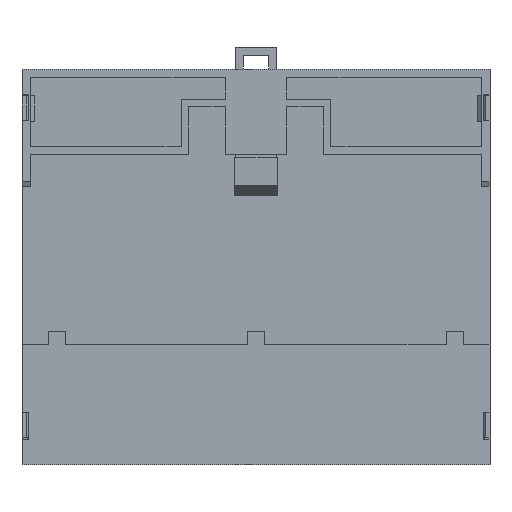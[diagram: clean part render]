
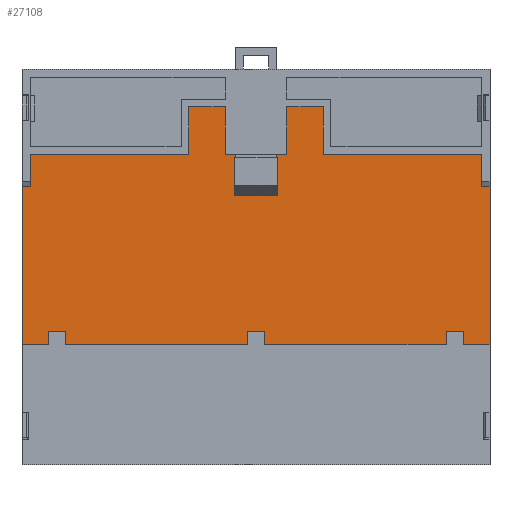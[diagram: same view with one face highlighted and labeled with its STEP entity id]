
A CAD part, front view. The second image highlights one B-rep face of the part: STEP entity #27108.
In plain terms, the highlighted planar face has unit normal (0, -1, 0).
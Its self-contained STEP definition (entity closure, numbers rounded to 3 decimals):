
#896=FACE_OUTER_BOUND($,#2452,.T.);
#2452=EDGE_LOOP($,(#17744,#17745,#17746,#17747,#17748,#17749,#17750,#17751,
#17752,#17753,#17754,#17755,#17756,#17757,#17758,#17759));
#4481=LINE($,#38055,#7855);
#4554=LINE($,#38199,#7928);
#4559=LINE($,#38210,#7933);
#4560=LINE($,#38212,#7934);
#4561=LINE($,#38214,#7935);
#4562=LINE($,#38216,#7936);
#4563=LINE($,#38218,#7937);
#4564=LINE($,#38220,#7938);
#4565=LINE($,#38221,#7939);
#4566=LINE($,#38222,#7940);
#4567=LINE($,#38224,#7941);
#4568=LINE($,#38226,#7942);
#4569=LINE($,#38228,#7943);
#4570=LINE($,#38230,#7944);
#4571=LINE($,#38232,#7945);
#4572=LINE($,#38233,#7946);
#7855=VECTOR($,#30979,36.);
#7928=VECTOR($,#31062,36.);
#7933=VECTOR($,#31071,14.);
#7934=VECTOR($,#31072,10.8);
#7935=VECTOR($,#31073,8.35);
#7936=VECTOR($,#31074,10.8);
#7937=VECTOR($,#31075,36.);
#7938=VECTOR($,#31076,7.3);
#7939=VECTOR($,#31077,1.9);
#7940=VECTOR($,#31078,106.5);
#7941=VECTOR($,#31079,1.9);
#7942=VECTOR($,#31080,7.3);
#7943=VECTOR($,#31081,36.);
#7944=VECTOR($,#31082,10.8);
#7945=VECTOR($,#31083,8.35);
#7946=VECTOR($,#31084,10.8);
#11103=VERTEX_POINT($,#38052);
#11104=VERTEX_POINT($,#38054);
#11169=VERTEX_POINT($,#38196);
#11170=VERTEX_POINT($,#38198);
#11173=VERTEX_POINT($,#38208);
#11174=VERTEX_POINT($,#38209);
#11175=VERTEX_POINT($,#38211);
#11176=VERTEX_POINT($,#38213);
#11177=VERTEX_POINT($,#38215);
#11178=VERTEX_POINT($,#38217);
#11179=VERTEX_POINT($,#38219);
#11180=VERTEX_POINT($,#38223);
#11181=VERTEX_POINT($,#38225);
#11182=VERTEX_POINT($,#38227);
#11183=VERTEX_POINT($,#38229);
#11184=VERTEX_POINT($,#38231);
#13610=EDGE_CURVE($,#11104,#11103,#4481,.T.);
#13683=EDGE_CURVE($,#11170,#11169,#4554,.T.);
#13688=EDGE_CURVE($,#11173,#11174,#4559,.T.);
#13689=EDGE_CURVE($,#11175,#11173,#4560,.T.);
#13690=EDGE_CURVE($,#11175,#11176,#4561,.T.);
#13691=EDGE_CURVE($,#11177,#11176,#4562,.T.);
#13692=EDGE_CURVE($,#11177,#11178,#4563,.T.);
#13693=EDGE_CURVE($,#11179,#11178,#4564,.T.);
#13694=EDGE_CURVE($,#11104,#11179,#4565,.T.);
#13695=EDGE_CURVE($,#11170,#11103,#4566,.T.);
#13696=EDGE_CURVE($,#11180,#11169,#4567,.T.);
#13697=EDGE_CURVE($,#11180,#11181,#4568,.T.);
#13698=EDGE_CURVE($,#11181,#11182,#4569,.T.);
#13699=EDGE_CURVE($,#11182,#11183,#4570,.T.);
#13700=EDGE_CURVE($,#11183,#11184,#4571,.T.);
#13701=EDGE_CURVE($,#11174,#11184,#4572,.T.);
#17744=ORIENTED_EDGE($,*,*,#13688,.F.);
#17745=ORIENTED_EDGE($,*,*,#13689,.F.);
#17746=ORIENTED_EDGE($,*,*,#13690,.T.);
#17747=ORIENTED_EDGE($,*,*,#13691,.F.);
#17748=ORIENTED_EDGE($,*,*,#13692,.T.);
#17749=ORIENTED_EDGE($,*,*,#13693,.F.);
#17750=ORIENTED_EDGE($,*,*,#13694,.F.);
#17751=ORIENTED_EDGE($,*,*,#13610,.T.);
#17752=ORIENTED_EDGE($,*,*,#13695,.F.);
#17753=ORIENTED_EDGE($,*,*,#13683,.T.);
#17754=ORIENTED_EDGE($,*,*,#13696,.F.);
#17755=ORIENTED_EDGE($,*,*,#13697,.T.);
#17756=ORIENTED_EDGE($,*,*,#13698,.T.);
#17757=ORIENTED_EDGE($,*,*,#13699,.T.);
#17758=ORIENTED_EDGE($,*,*,#13700,.T.);
#17759=ORIENTED_EDGE($,*,*,#13701,.F.);
#24401=PLANE($,#28694);
#27108=ADVANCED_FACE($,(#896),#24401,.T.);
#28694=AXIS2_PLACEMENT_3D($,#38207,#31069,#31070);
#30979=DIRECTION($,(0.,0.,-1.));
#31062=DIRECTION($,(0.,0.,1.));
#31069=DIRECTION('center_axis',(0.,-1.,0.));
#31070=DIRECTION('ref_axis',(0.,0.,1.));
#31071=DIRECTION($,(1.,0.,0.));
#31072=DIRECTION($,(0.,0.,-1.));
#31073=DIRECTION($,(-1.,0.,0.));
#31074=DIRECTION($,(0.,0.,1.));
#31075=DIRECTION($,(-1.,0.,0.));
#31076=DIRECTION($,(0.,0.,1.));
#31077=DIRECTION($,(1.,0.,0.));
#31078=DIRECTION($,(-1.,0.,0.));
#31079=DIRECTION($,(1.,0.,0.));
#31080=DIRECTION($,(0.,0.,1.));
#31081=DIRECTION($,(-1.,0.,0.));
#31082=DIRECTION($,(0.,0.,1.));
#31083=DIRECTION($,(-1.,0.,0.));
#31084=DIRECTION($,(0.,0.,1.));
#38052=CARTESIAN_POINT('',(-41.964,-19.699,-27.104));
#38054=CARTESIAN_POINT('',(-41.964,-19.699,8.896));
#38055=CARTESIAN_POINT($,(-41.964,-19.699,-9.404));
#38196=CARTESIAN_POINT('',(64.536,-19.699,8.896));
#38198=CARTESIAN_POINT('',(64.536,-19.699,-27.104));
#38199=CARTESIAN_POINT($,(64.536,-19.699,-9.404));
#38207=CARTESIAN_POINT('Origin',(11.286,-19.699,-9.404));
#38208=CARTESIAN_POINT('',(4.286,-19.699,16.196));
#38209=CARTESIAN_POINT('',(18.286,-19.699,16.196));
#38210=CARTESIAN_POINT($,(18.286,-19.699,16.196));
#38211=CARTESIAN_POINT('',(4.286,-19.699,26.996));
#38212=CARTESIAN_POINT($,(4.286,-19.699,16.196));
#38213=CARTESIAN_POINT('',(-4.064,-19.699,26.996));
#38214=CARTESIAN_POINT($,(11.286,-19.699,26.996));
#38215=CARTESIAN_POINT('',(-4.064,-19.699,16.196));
#38216=CARTESIAN_POINT($,(-4.064,-19.699,-9.404));
#38217=CARTESIAN_POINT('',(-40.064,-19.699,16.196));
#38218=CARTESIAN_POINT($,(11.286,-19.699,16.196));
#38219=CARTESIAN_POINT('',(-40.064,-19.699,8.896));
#38220=CARTESIAN_POINT($,(-40.064,-19.699,-9.404));
#38221=CARTESIAN_POINT($,(-115.714,-19.699,8.896));
#38222=CARTESIAN_POINT($,(11.286,-19.699,-27.104));
#38223=CARTESIAN_POINT('',(62.636,-19.699,8.896));
#38224=CARTESIAN_POINT($,(-115.714,-19.699,8.896));
#38225=CARTESIAN_POINT('',(62.636,-19.699,16.196));
#38226=CARTESIAN_POINT($,(62.636,-19.699,-9.404));
#38227=CARTESIAN_POINT('',(26.636,-19.699,16.196));
#38228=CARTESIAN_POINT($,(11.286,-19.699,16.196));
#38229=CARTESIAN_POINT('',(26.636,-19.699,26.996));
#38230=CARTESIAN_POINT($,(26.636,-19.699,-9.404));
#38231=CARTESIAN_POINT('',(18.286,-19.699,26.996));
#38232=CARTESIAN_POINT($,(11.286,-19.699,26.996));
#38233=CARTESIAN_POINT($,(18.286,-19.699,16.196));
